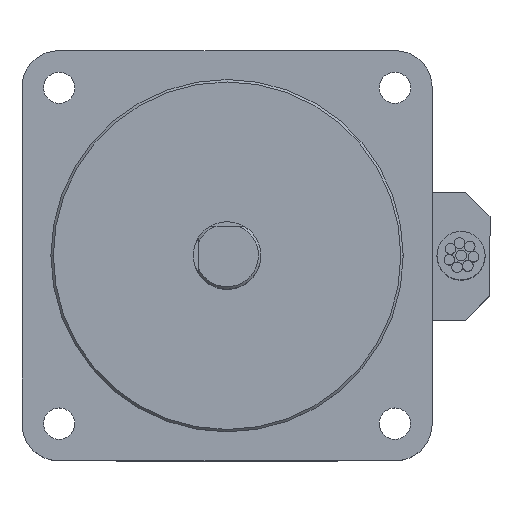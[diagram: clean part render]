
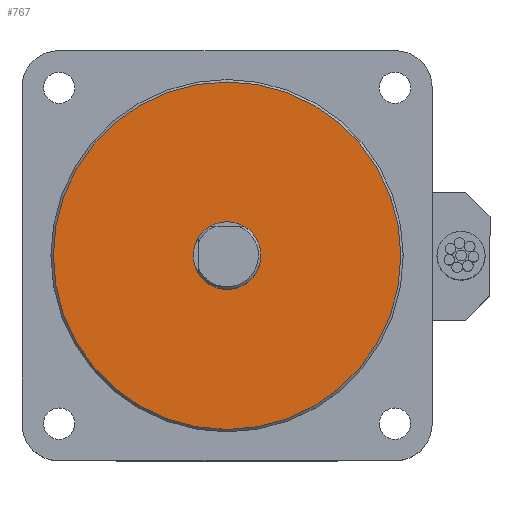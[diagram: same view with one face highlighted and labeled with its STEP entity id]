
A CAD part, top view. The second image highlights one B-rep face of the part: STEP entity #767.
In plain terms, the highlighted planar face has unit normal (0, 0, 1).
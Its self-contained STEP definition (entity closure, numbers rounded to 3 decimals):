
#141 = DIRECTION ( 'NONE',  ( 1., 0., 0. ) ) ;
#142 = DIRECTION ( 'NONE',  ( 0., 0., 1. ) ) ;
#143 = CARTESIAN_POINT ( 'NONE',  ( 0., 0., 68.5 ) ) ;
#144 = PLANE ( 'NONE',  #551 ) ;
#269 = DIRECTION ( 'NONE',  ( 1., 0., 0. ) ) ;
#270 = DIRECTION ( 'NONE',  ( 0., 0., 1. ) ) ;
#271 = CARTESIAN_POINT ( 'NONE',  ( 0., 0., 68.5 ) ) ;
#272 = DIRECTION ( 'NONE',  ( 1., 0., 0. ) ) ;
#273 = DIRECTION ( 'NONE',  ( 0., 0., 1. ) ) ;
#274 = CARTESIAN_POINT ( 'NONE',  ( 0., 0., 68.5 ) ) ;
#551 = AXIS2_PLACEMENT_3D ( 'NONE', #143, #142, #141 ) ;
#729 = EDGE_CURVE ( 'NONE', #2406, #2420, #2137, .T. ) ;
#730 = EDGE_CURVE ( 'NONE', #2426, #2425, #2112, .T. ) ;
#767 = ADVANCED_FACE ( 'NONE', ( #922, #923 ), #144, .T. ) ;
#922 = FACE_OUTER_BOUND ( 'NONE', #1310, .T. ) ;
#923 = FACE_BOUND ( 'NONE', #1309, .T. ) ;
#1078 = CARTESIAN_POINT ( 'NONE',  ( 36.013, 0., 68.5 ) ) ;
#1309 = EDGE_LOOP ( 'NONE', ( #2603, #2605 ) ) ;
#1310 = EDGE_LOOP ( 'NONE', ( #2469, #2510 ) ) ;
#1585 = CIRCLE ( 'NONE', #1587, 36.013 ) ;
#1587 = AXIS2_PLACEMENT_3D ( 'NONE', #1863, #1861, #1860 ) ;
#1589 = CIRCLE ( 'NONE', #1601, 7. ) ;
#1601 = AXIS2_PLACEMENT_3D ( 'NONE', #1826, #1825, #1824 ) ;
#1743 = EDGE_CURVE ( 'NONE', #2420, #2406, #1585, .T. ) ;
#1753 = EDGE_CURVE ( 'NONE', #2425, #2426, #1589, .T. ) ;
#1824 = DIRECTION ( 'NONE',  ( 1., 0., 0. ) ) ;
#1825 = DIRECTION ( 'NONE',  ( 0., 0., 1. ) ) ;
#1826 = CARTESIAN_POINT ( 'NONE',  ( 0., 0., 68.5 ) ) ;
#1860 = DIRECTION ( 'NONE',  ( 1., 0., 0. ) ) ;
#1861 = DIRECTION ( 'NONE',  ( 0., 0., 1. ) ) ;
#1863 = CARTESIAN_POINT ( 'NONE',  ( 0., 0., 68.5 ) ) ;
#2112 = CIRCLE ( 'NONE', #2113, 7. ) ;
#2113 = AXIS2_PLACEMENT_3D ( 'NONE', #271, #270, #269 ) ;
#2135 = AXIS2_PLACEMENT_3D ( 'NONE', #274, #273, #272 ) ;
#2137 = CIRCLE ( 'NONE', #2135, 36.013 ) ;
#2406 = VERTEX_POINT ( 'NONE', #1078 ) ;
#2420 = VERTEX_POINT ( 'NONE', #2705 ) ;
#2425 = VERTEX_POINT ( 'NONE', #2710 ) ;
#2426 = VERTEX_POINT ( 'NONE', #2711 ) ;
#2469 = ORIENTED_EDGE ( 'NONE', *, *, #1743, .T. ) ;
#2510 = ORIENTED_EDGE ( 'NONE', *, *, #729, .T. ) ;
#2603 = ORIENTED_EDGE ( 'NONE', *, *, #1753, .F. ) ;
#2605 = ORIENTED_EDGE ( 'NONE', *, *, #730, .F. ) ;
#2705 = CARTESIAN_POINT ( 'NONE',  ( -36.013, 0., 68.5 ) ) ;
#2710 = CARTESIAN_POINT ( 'NONE',  ( -7., 0., 68.5 ) ) ;
#2711 = CARTESIAN_POINT ( 'NONE',  ( 7., 0., 68.5 ) ) ;
